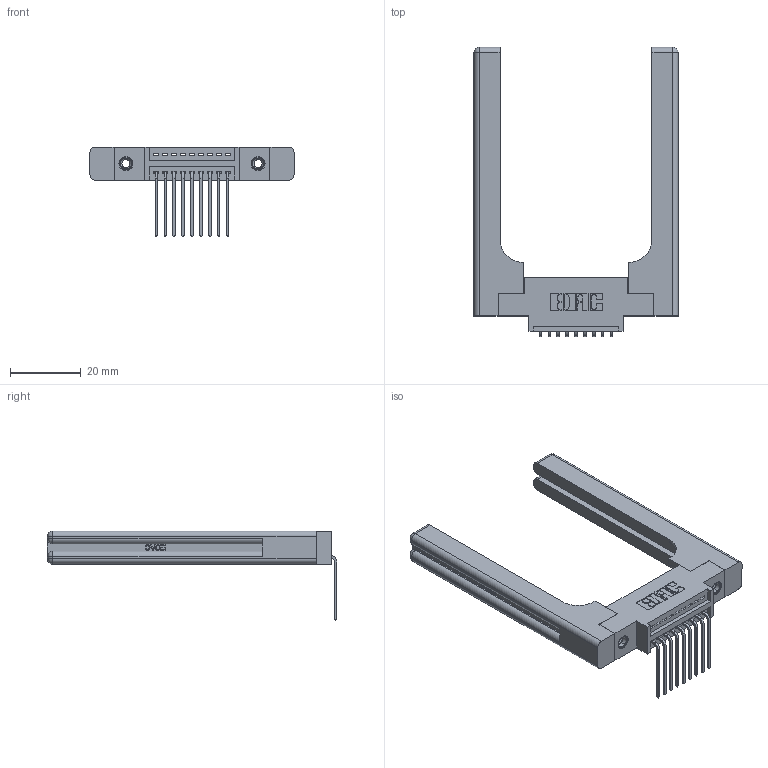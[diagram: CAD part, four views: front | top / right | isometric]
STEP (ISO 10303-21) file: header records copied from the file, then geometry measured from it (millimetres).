
FILE_DESCRIPTION (( 'STEP AP203' ), '1' );
FILE_NAME ('395-009-559-658.STEP', '2019-10-15T20:58:40', ( '' ), ( '' ), 'SwSTEP 2.0', 'SolidWorks 2016', '' );
FILE_SCHEMA (( 'CONFIG_CONTROL_DESIGN' ));
Length unit declared in the file: inch
Products named in the file (5): 345-220-058_345-220-058; 345-250-001_345-250-001-102; 395-009-559-658; 345-292-001_558 559 Tail - 1; 345 Part_0.170 Offset - 0.156 Dia-TH
Assembly tree (14 placements, depth 2):
  395-009-559-658
    345 Part_0.170 Offset - 0.156 Dia-TH
    345-292-001_558 559 Tail - 1  x9
    345-250-001_345-250-001-102  x2
    345-220-058_345-220-058  x2
Bounding box: 57.89 x 82.03 x 25.53 mm (x, y, z)
Volume: 13649.4 mm3; surface area: 11996.3 mm2
Topology: 14 solids, 14 shells, 926 faces, 2657 edges, 1738 vertices
Faces by surface type: plane 610, cylinder 256, bspline 36, cone 12, sphere 8, torus 4
Entity records: 16614 total; most frequent: CARTESIAN_POINT 3852, ORIENTED_EDGE 2592, DIRECTION 2358, EDGE_CURVE 1296, VECTOR 1036, LINE 1036, VERTEX_POINT 854, AXIS2_PLACEMENT_3D 661
